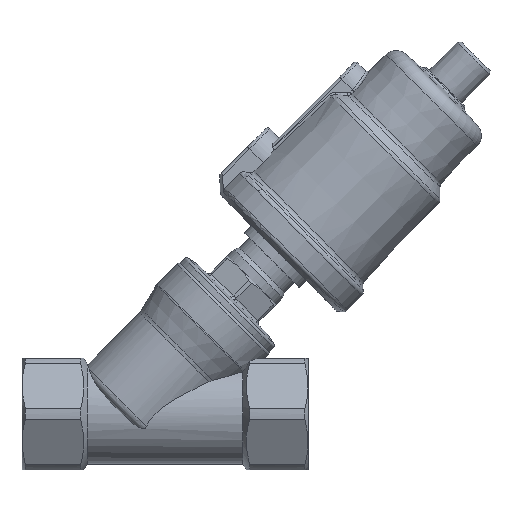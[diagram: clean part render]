
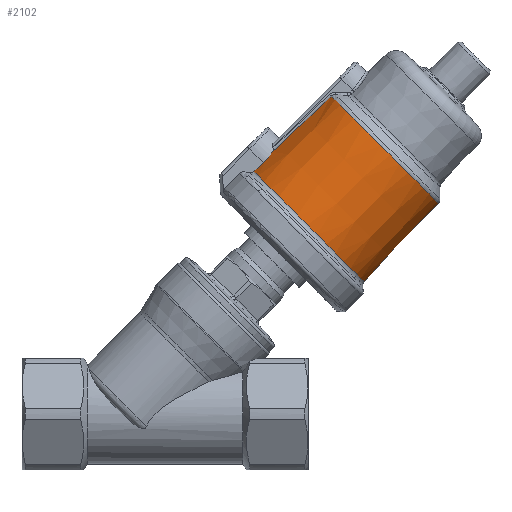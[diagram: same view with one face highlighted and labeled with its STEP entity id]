
A CAD part, top view. The second image highlights one B-rep face of the part: STEP entity #2102.
In plain terms, the highlighted conical face has half-angle 1.45 degrees and reference radius 28.175 mm.
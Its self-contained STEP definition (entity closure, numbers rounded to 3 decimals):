
#120=LINE('',#3689,#189);
#189=VECTOR('',#2716,1000.);
#276=CONICAL_SURFACE('',#2374,28.175,0.025);
#359=B_SPLINE_CURVE_WITH_KNOTS('',3,(#3691,#3692,#3693,#3694),
 .UNSPECIFIED.,.F.,.F.,(4,4),(0.,0.005),.UNSPECIFIED.);
#376=B_SPLINE_CURVE_WITH_KNOTS('',3,(#4148,#4149,#4150,#4151),
 .UNSPECIFIED.,.F.,.F.,(4,4),(0.,1.),.UNSPECIFIED.);
#379=B_SPLINE_CURVE_WITH_KNOTS('',3,(#4174,#4175,#4176,#4177),
 .UNSPECIFIED.,.F.,.F.,(4,4),(0.,1.),.UNSPECIFIED.);
#381=B_SPLINE_CURVE_WITH_KNOTS('',3,(#4212,#4213,#4214,#4215),
 .UNSPECIFIED.,.F.,.F.,(4,4),(0.,1.),.UNSPECIFIED.);
#384=B_SPLINE_CURVE_WITH_KNOTS('',3,(#4226,#4227,#4228,#4229),
 .UNSPECIFIED.,.F.,.F.,(4,4),(0.,1.),.UNSPECIFIED.);
#992=ORIENTED_EDGE('',*,*,#1302,.T.);
#993=ORIENTED_EDGE('',*,*,#1232,.T.);
#994=ORIENTED_EDGE('',*,*,#1195,.T.);
#995=ORIENTED_EDGE('',*,*,#1194,.T.);
#996=ORIENTED_EDGE('',*,*,#1301,.F.);
#997=ORIENTED_EDGE('',*,*,#1246,.T.);
#998=ORIENTED_EDGE('',*,*,#1243,.T.);
#999=ORIENTED_EDGE('',*,*,#1241,.T.);
#1194=EDGE_CURVE('',#1425,#1433,#120,.T.);
#1195=EDGE_CURVE('',#1434,#1425,#359,.T.);
#1232=EDGE_CURVE('',#1461,#1434,#376,.F.);
#1241=EDGE_CURVE('',#1466,#1444,#379,.F.);
#1243=EDGE_CURVE('',#1467,#1466,#381,.T.);
#1246=EDGE_CURVE('',#1468,#1467,#384,.F.);
#1301=EDGE_CURVE('',#1468,#1433,#1610,.T.);
#1302=EDGE_CURVE('',#1444,#1461,#1611,.T.);
#1425=VERTEX_POINT('',#3661);
#1433=VERTEX_POINT('',#3688);
#1434=VERTEX_POINT('',#3695);
#1444=VERTEX_POINT('',#3767);
#1461=VERTEX_POINT('',#4140);
#1466=VERTEX_POINT('',#4178);
#1467=VERTEX_POINT('',#4216);
#1468=VERTEX_POINT('',#4230);
#1610=CIRCLE('',#2371,28.175);
#1611=CIRCLE('',#2373,27.221);
#1777=EDGE_LOOP('',(#992,#993,#994,#995,#996,#997,#998,#999));
#1944=FACE_BOUND('',#1777,.T.);
#2102=ADVANCED_FACE('',(#1944),#276,.T.);
#2371=AXIS2_PLACEMENT_3D('',#4506,#2918,#2919);
#2373=AXIS2_PLACEMENT_3D('',#4508,#2922,#2923);
#2374=AXIS2_PLACEMENT_3D('',#4509,#2924,#2925);
#2716=DIRECTION('',(-0.726,-0.688,0.));
#2918=DIRECTION('',(-0.707,-0.707,0.));
#2919=DIRECTION('',(0.,0.,-1.));
#2922=DIRECTION('',(-0.707,-0.707,0.));
#2923=DIRECTION('',(0.,0.,-1.));
#2924=DIRECTION('',(-0.707,-0.707,0.));
#2925=DIRECTION('',(0.,0.,-1.));
#3661=CARTESIAN_POINT('',(-2.251,119.521,-3.475));
#3688=CARTESIAN_POINT('',(-5.521,116.423,-3.475));
#3689=CARTESIAN_POINT('',(-3.886,117.972,-3.475));
#3691=CARTESIAN_POINT('',(1.015,123.255,-4.785));
#3692=CARTESIAN_POINT('',(0.123,122.025,-3.931));
#3693=CARTESIAN_POINT('',(-0.984,120.721,-3.475));
#3694=CARTESIAN_POINT('',(-2.251,119.521,-3.475));
#3695=CARTESIAN_POINT('',(1.015,123.255,-4.785));
#3767=CARTESIAN_POINT('',(21.502,142.682,-22.156));
#4140=CARTESIAN_POINT('',(21.502,142.682,-4.793));
#4148=CARTESIAN_POINT('',(1.014,123.256,-4.785));
#4149=CARTESIAN_POINT('',(7.844,129.731,-4.788));
#4150=CARTESIAN_POINT('',(14.673,136.206,-4.791));
#4151=CARTESIAN_POINT('',(21.502,142.682,-4.793));
#4174=CARTESIAN_POINT('',(21.502,142.682,-22.156));
#4175=CARTESIAN_POINT('',(14.999,136.516,-22.158));
#4176=CARTESIAN_POINT('',(8.497,130.35,-22.161));
#4177=CARTESIAN_POINT('',(1.994,124.184,-22.163));
#4178=CARTESIAN_POINT('',(1.994,124.184,-22.163));
#4212=CARTESIAN_POINT('',(-2.095,119.33,-24.096));
#4213=CARTESIAN_POINT('',(-0.455,120.883,-24.095));
#4214=CARTESIAN_POINT('',(0.944,122.623,-23.417));
#4215=CARTESIAN_POINT('',(1.994,124.184,-22.163));
#4216=CARTESIAN_POINT('',(-2.095,119.33,-24.096));
#4226=CARTESIAN_POINT('',(-2.096,119.33,-24.096));
#4227=CARTESIAN_POINT('',(-3.18,118.303,-24.097));
#4228=CARTESIAN_POINT('',(-4.264,117.277,-24.097));
#4229=CARTESIAN_POINT('',(-5.348,116.25,-24.098));
#4230=CARTESIAN_POINT('',(-5.348,116.25,-24.098));
#4506=CARTESIAN_POINT('',(13.104,97.798,-13.475));
#4508=CARTESIAN_POINT('',(39.745,124.438,-13.475));
#4509=CARTESIAN_POINT('',(13.104,97.798,-13.475));
